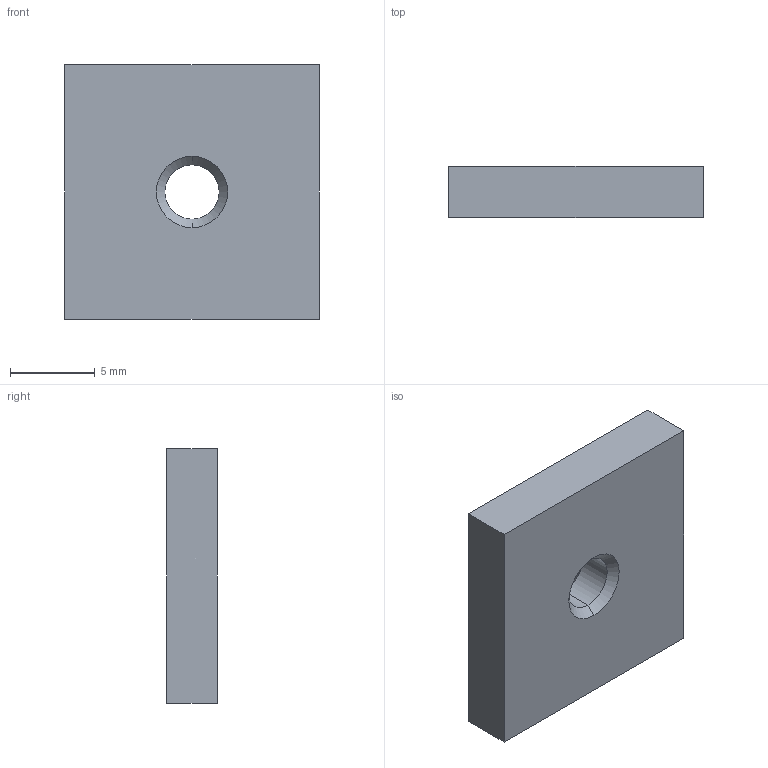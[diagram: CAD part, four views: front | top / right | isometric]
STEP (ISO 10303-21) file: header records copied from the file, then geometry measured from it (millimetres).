
FILE_DESCRIPTION (( 'STEP AP214' ), '1' );
FILE_NAME ('SNSD.30.51.26. Cóõàðü ïàçîâûé êâàäðàòíûé ì4, ïàç 8, C78.STEP', '2018-02-09T12:08:57', ( '' ), ( '' ), 'SwSTEP 2.0', 'SolidWorks 2017', '' );
FILE_SCHEMA (( 'AUTOMOTIVE_DESIGN' ));
Length unit declared in the file: millimetre
Products named in the file (2): SNSD.30.51.26. Cóõàðü ïàçîâûé êâàäðàòíûé ì4, ïàç 8, C78; SNSD.30.51.19. Ñóõàðü ïàçîâûé ñ ïðóæèííîé ïëàñòèíîé M6, ïàç 8(B79)C77C78_00
Assembly tree (1 placements, depth 2):
  SNSD.30.51.26. Cóõàðü ïàçîâûé êâàäðàòíûé ì4, ïàç 8, C78
    SNSD.30.51.19. Ñóõàðü ïàçîâûé ñ ïðóæèííîé ïëàñòèíîé M6, ïàç 8(B79)C77C78_00
Bounding box: 15 x 3 x 15 mm (x, y, z)
Volume: 648.1 mm3; surface area: 638.8 mm2
Topology: 1 solids, 1 shells, 12 faces, 26 edges, 16 vertices
Faces by surface type: plane 6, cone 4, cylinder 2
Entity records: 418 total; most frequent: DIRECTION 66, CARTESIAN_POINT 58, ORIENTED_EDGE 52, EDGE_CURVE 26, AXIS2_PLACEMENT_3D 24, VECTOR 18, LINE 18, VERTEX_POINT 16
